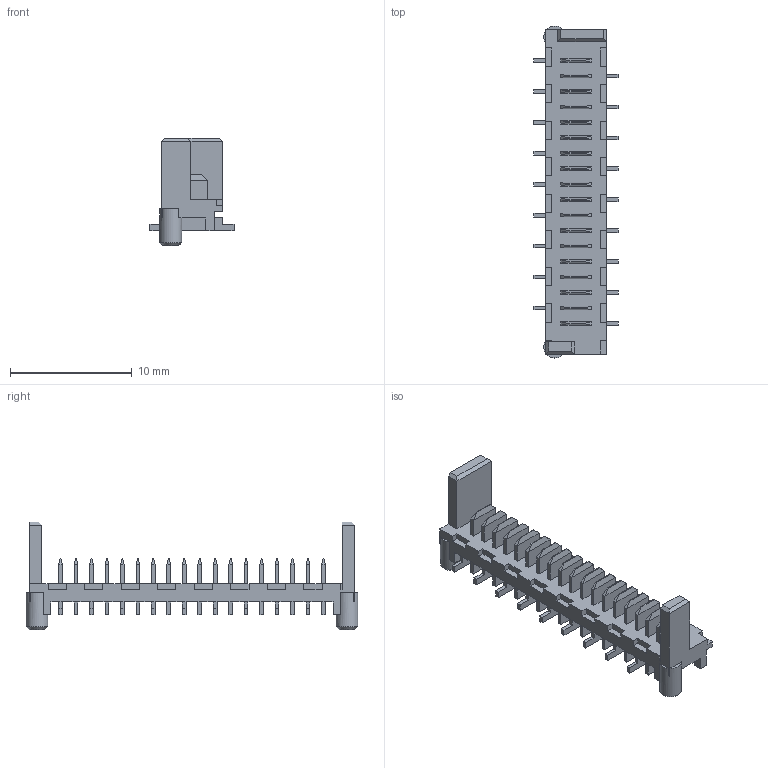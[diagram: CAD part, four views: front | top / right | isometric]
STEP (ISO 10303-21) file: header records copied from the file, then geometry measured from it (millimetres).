
FILE_DESCRIPTION(/* description */ ('model of Molex_Picoflex_90814-0018_2x09_P1.27mm_Vertical'),/* implementation_level */ '2;1');
FILE_NAME(/* name */ 'Molex_Picoflex_90814-0018_2x09_P1.27mm_Vertical.step',/* time_stamp */ '2017-12-05T00:39:38',/* author */ ('Ray Benitez',''),/* organization */ (''),/* preprocessor_version */ '',/* originating_system */ '',/* authorisation */ '');
FILE_SCHEMA(('AUTOMOTIVE_DESIGN { 1 0 10303 214 1 1 1 1 }'));
Length unit declared in the file: millimetre
Products named in the file (1): Molex_90814_0018
Bounding box: 6.9 x 27.25 x 8.85 mm (x, y, z)
Volume: 286.4 mm3; surface area: 913.7 mm2
Topology: 1 solids, 1 shells, 447 faces, 1203 edges, 776 vertices
Faces by surface type: plane 443, cylinder 2, cone 2
Full cylindrical faces by diameter (mm): 1.8 x2
Entity records: 9102 total; most frequent: ORIENTED_EDGE 1896, CARTESIAN_POINT 1422, EDGE_CURVE 1203, LINE 1005, VERTEX_POINT 776, FACE_BOUND 465, EDGE_LOOP 465, ADVANCED_FACE 447
